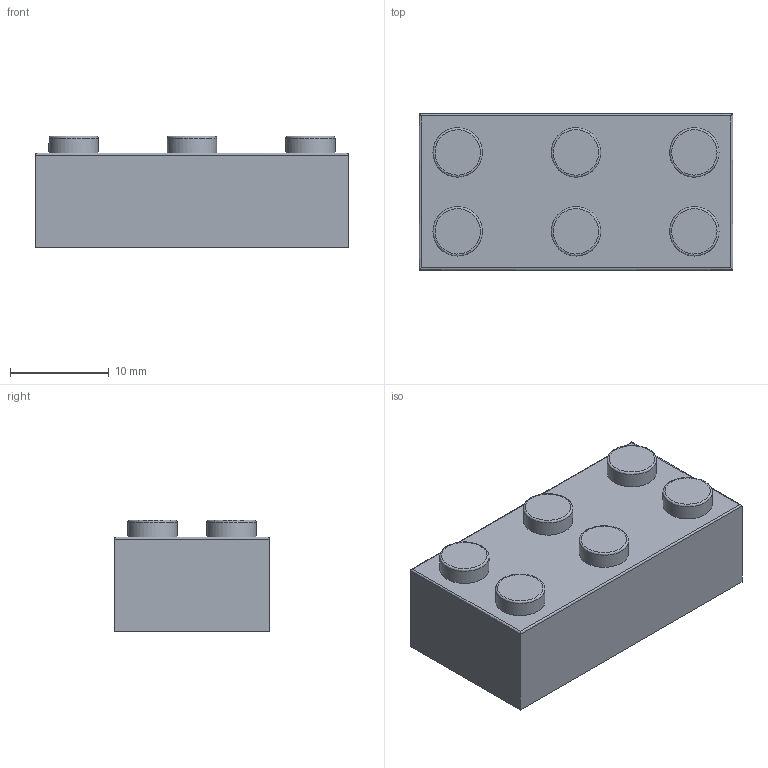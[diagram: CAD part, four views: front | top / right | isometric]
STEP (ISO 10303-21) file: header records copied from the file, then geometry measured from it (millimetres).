
FILE_DESCRIPTION(/* description */ (''),/* implementation_level */ '2;1');
FILE_NAME(/* name */ 'Day - 1 Toy Block.step',/* time_stamp */ '2026-01-11T18:56:30+05:30',/* author */ (''),/* organization */ (''),/* preprocessor_version */ 'ST-DEVELOPER v20.1',/* originating_system */ 'Autodesk Translation Framework v14.10.0.0',/* authorisation */ '');
FILE_SCHEMA (('AUTOMOTIVE_DESIGN { 1 0 10303 214 3 1 1 }'));
Length unit declared in the file: millimetre
Products named in the file (1): Day - 1 Toy Block
Bounding box: 31.8 x 15.8 x 11.3 mm (x, y, z)
Volume: 2263.1 mm3; surface area: 3344.6 mm2
Topology: 1 solids, 1 shells, 53 faces, 92 edges, 58 vertices
Faces by surface type: plane 27, cylinder 16, bspline 10
Full cylindrical faces by diameter (mm): 2.02 x6, 4.3 x2, 5 x6, 6.3 x2
Entity records: 1872 total; most frequent: CARTESIAN_POINT 874, ORIENTED_EDGE 184, DIRECTION 176, EDGE_CURVE 92, EDGE_LOOP 70, AXIS2_PLACEMENT_3D 70, VERTEX_POINT 58, FACE_OUTER_BOUND 53
